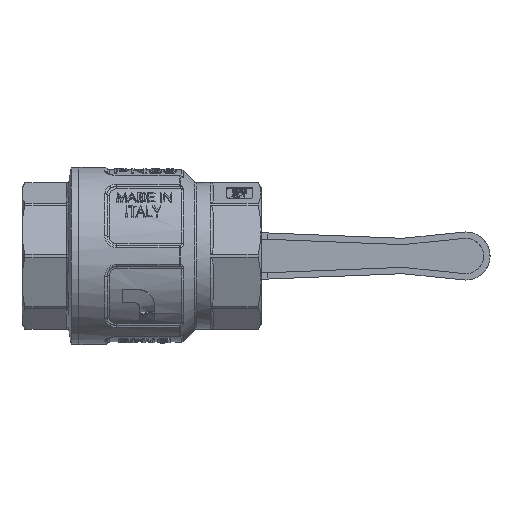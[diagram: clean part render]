
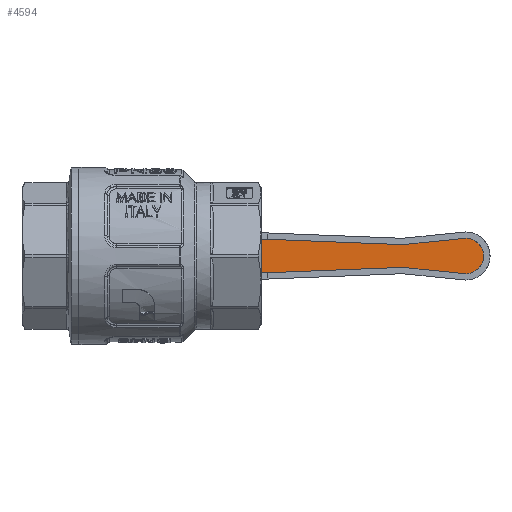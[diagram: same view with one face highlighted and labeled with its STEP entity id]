
A CAD part, front view. The second image highlights one B-rep face of the part: STEP entity #4594.
In plain terms, the highlighted planar face has unit normal (0, -1, 0).
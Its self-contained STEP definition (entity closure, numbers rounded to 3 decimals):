
#1619 = CARTESIAN_POINT ( 'NONE',  ( 134.065, 78.3, 4.271 ) ) ;
#1958 = CARTESIAN_POINT ( 'NONE',  ( 103.578, 78.3, -4.495 ) ) ;
#2386 = B_SPLINE_CURVE_WITH_KNOTS ( 'NONE', 3,
 ( #50646, #42600, #30635, #38478 ),
 .UNSPECIFIED., .F., .F.,
 ( 4, 4 ),
 ( 0., 1. ),
 .UNSPECIFIED. ) ;
#2633 = B_SPLINE_CURVE_WITH_KNOTS ( 'NONE', 3,
 ( #45859, #17366, #49598, #50127 ),
 .UNSPECIFIED., .F., .F.,
 ( 4, 4 ),
 ( 0., 1. ),
 .UNSPECIFIED. ) ;
#3221 = VERTEX_POINT ( 'NONE', #9284 ) ;
#3714 = CARTESIAN_POINT ( 'NONE',  ( 127.79, 78.3, 6.964 ) ) ;
#3809 = ORIENTED_EDGE ( 'NONE', *, *, #37049, .F. ) ;
#4594 = ADVANCED_FACE ( 'NONE', ( #42199 ), #47482, .F. ) ;
#5562 = EDGE_CURVE ( 'NONE', #32483, #51045, #27627, .T. ) ;
#5748 = CARTESIAN_POINT ( 'NONE',  ( 135.455, 78.3, 0.914 ) ) ;
#6589 = EDGE_LOOP ( 'NONE', ( #37405, #29748, #22139, #26422, #19222, #9457, #29929, #3809 ) ) ;
#7086 = CARTESIAN_POINT ( 'NONE',  ( 127.79, 78.3, -6.964 ) ) ;
#7695 = VERTEX_POINT ( 'NONE', #42985 ) ;
#9157 = CARTESIAN_POINT ( 'NONE',  ( 134.576, 78.3, 3.507 ) ) ;
#9284 = CARTESIAN_POINT ( 'NONE',  ( 41.571, 78.3, 6.936 ) ) ;
#9457 = ORIENTED_EDGE ( 'NONE', *, *, #49958, .F. ) ;
#9706 = CARTESIAN_POINT ( 'NONE',  ( 130.317, 78.3, -6.776 ) ) ;
#9885 = CARTESIAN_POINT ( 'NONE',  ( 132.771, 78.3, 5.565 ) ) ;
#10181 = CARTESIAN_POINT ( 'NONE',  ( 103.578, 78.3, -4.495 ) ) ;
#10586 = CARTESIAN_POINT ( 'NONE',  ( 128.5, 78.3, -7. ) ) ;
#11453 = CARTESIAN_POINT ( 'NONE',  ( 127.79, 78.3, 6.964 ) ) ;
#12021 = EDGE_CURVE ( 'NONE', #7695, #19675, #51479, .T. ) ;
#13643 = CARTESIAN_POINT ( 'NONE',  ( 130.754, 78.3, 6.643 ) ) ;
#13841 = CARTESIAN_POINT ( 'NONE',  ( 134.576, 78.3, -3.507 ) ) ;
#14007 = CARTESIAN_POINT ( 'NONE',  ( 129.415, 78.3, 6.955 ) ) ;
#14257 = EDGE_CURVE ( 'NONE', #51045, #7695, #44350, .T. ) ;
#14433 = CARTESIAN_POINT ( 'NONE',  ( 127.79, 78.3, 6.964 ) ) ;
#15391 = CARTESIAN_POINT ( 'NONE',  ( 128.5, 78.3, 7. ) ) ;
#15625 = VERTEX_POINT ( 'NONE', #17966 ) ;
#16621 = CARTESIAN_POINT ( 'NONE',  ( 128.026, 78.3, 6.988 ) ) ;
#17264 = CARTESIAN_POINT ( 'NONE',  ( 133.775, 78.3, -4.624 ) ) ;
#17366 = CARTESIAN_POINT ( 'NONE',  ( 82.909, 78.3, -5.309 ) ) ;
#17423 = AXIS2_PLACEMENT_3D ( 'NONE', #51432, #39637, #51977 ) ;
#17430 = CARTESIAN_POINT ( 'NONE',  ( 128.96, 78.3, -7. ) ) ;
#17966 = CARTESIAN_POINT ( 'NONE',  ( 41.571, 78.3, -6.936 ) ) ;
#17982 = CARTESIAN_POINT ( 'NONE',  ( 135.143, 78.3, -2.254 ) ) ;
#19222 = ORIENTED_EDGE ( 'NONE', *, *, #35519, .F. ) ;
#19466 = VERTEX_POINT ( 'NONE', #10181 ) ;
#19675 = VERTEX_POINT ( 'NONE', #11453 ) ;
#21394 = CARTESIAN_POINT ( 'NONE',  ( 135.455, 78.3, -0.914 ) ) ;
#21579 = CARTESIAN_POINT ( 'NONE',  ( 135.276, 78.3, -1.817 ) ) ;
#21792 = CARTESIAN_POINT ( 'NONE',  ( 103.578, 78.3, 4.495 ) ) ;
#21932 = CARTESIAN_POINT ( 'NONE',  ( 135.5, 78.3, -0.46 ) ) ;
#22139 = ORIENTED_EDGE ( 'NONE', *, *, #14257, .T. ) ;
#25541 = CARTESIAN_POINT ( 'NONE',  ( 129.414, 78.3, -6.955 ) ) ;
#25713 = CARTESIAN_POINT ( 'NONE',  ( 128.5, 78.3, 7. ) ) ;
#25891 = CARTESIAN_POINT ( 'NONE',  ( 133.775, 78.3, 4.625 ) ) ;
#26250 = CARTESIAN_POINT ( 'NONE',  ( 119.719, 78.3, -6.141 ) ) ;
#26269 = CARTESIAN_POINT ( 'NONE',  ( 135.276, 78.3, 1.817 ) ) ;
#26422 = ORIENTED_EDGE ( 'NONE', *, *, #12021, .T. ) ;
#27063 = CARTESIAN_POINT ( 'NONE',  ( 128.026, 78.3, -6.988 ) ) ;
#27605 = EDGE_CURVE ( 'NONE', #15625, #3221, #43007, .T. ) ;
#27627 = B_SPLINE_CURVE_WITH_KNOTS ( 'NONE', 3,
 ( #7086, #27063, #43679, #35432 ),
 .UNSPECIFIED., .F., .F.,
 ( 4, 4 ),
 ( 0., 1. ),
 .UNSPECIFIED. ) ;
#28216 = CARTESIAN_POINT ( 'NONE',  ( 41.571, 78.3, 6.936 ) ) ;
#29748 = ORIENTED_EDGE ( 'NONE', *, *, #5562, .T. ) ;
#29837 = CARTESIAN_POINT ( 'NONE',  ( 132.007, 78.3, 6.076 ) ) ;
#29929 = ORIENTED_EDGE ( 'NONE', *, *, #27605, .F. ) ;
#30365 = CARTESIAN_POINT ( 'NONE',  ( 133.124, 78.3, 5.275 ) ) ;
#30635 = CARTESIAN_POINT ( 'NONE',  ( 82.909, 78.3, 5.309 ) ) ;
#31549 = CARTESIAN_POINT ( 'NONE',  ( 128.263, 78.3, 7. ) ) ;
#32483 = VERTEX_POINT ( 'NONE', #49776 ) ;
#32796 = CARTESIAN_POINT ( 'NONE',  ( 119.719, 78.3, 6.141 ) ) ;
#33751 = CARTESIAN_POINT ( 'NONE',  ( 128.5, 78.3, -7. ) ) ;
#34281 = CARTESIAN_POINT ( 'NONE',  ( 131.604, 78.3, -6.291 ) ) ;
#35432 = CARTESIAN_POINT ( 'NONE',  ( 128.5, 78.3, -7. ) ) ;
#35519 = EDGE_CURVE ( 'NONE', #44617, #19675, #47601, .T. ) ;
#36237 = CARTESIAN_POINT ( 'NONE',  ( 41.571, 78.3, -6.936 ) ) ;
#36910 = CARTESIAN_POINT ( 'NONE',  ( 41.571, 78.3, 2.312 ) ) ;
#37049 = EDGE_CURVE ( 'NONE', #19466, #15625, #2633, .T. ) ;
#37405 = ORIENTED_EDGE ( 'NONE', *, *, #46852, .F. ) ;
#37849 = CARTESIAN_POINT ( 'NONE',  ( 131.604, 78.3, 6.291 ) ) ;
#38241 = CARTESIAN_POINT ( 'NONE',  ( 111.649, 78.3, 5.318 ) ) ;
#38383 = CARTESIAN_POINT ( 'NONE',  ( 132.007, 78.3, -6.076 ) ) ;
#38478 = CARTESIAN_POINT ( 'NONE',  ( 103.578, 78.3, 4.495 ) ) ;
#39637 = DIRECTION ( 'NONE',  ( 0., 1., 0. ) ) ;
#41977 = CARTESIAN_POINT ( 'NONE',  ( 132.771, 78.3, -5.565 ) ) ;
#42156 = CARTESIAN_POINT ( 'NONE',  ( 130.754, 78.3, -6.643 ) ) ;
#42199 = FACE_OUTER_BOUND ( 'NONE', #6589, .T. ) ;
#42507 = CARTESIAN_POINT ( 'NONE',  ( 134.065, 78.3, -4.271 ) ) ;
#42600 = CARTESIAN_POINT ( 'NONE',  ( 62.24, 78.3, 6.122 ) ) ;
#42985 = CARTESIAN_POINT ( 'NONE',  ( 128.5, 78.3, 7. ) ) ;
#43007 = B_SPLINE_CURVE_WITH_KNOTS ( 'NONE', 3,
 ( #36237, #49238, #36910, #28216 ),
 .UNSPECIFIED., .F., .F.,
 ( 4, 4 ),
 ( 0., 1. ),
 .UNSPECIFIED. ) ;
#43018 = CARTESIAN_POINT ( 'NONE',  ( 111.649, 78.3, -5.318 ) ) ;
#43679 = CARTESIAN_POINT ( 'NONE',  ( 128.263, 78.3, -7. ) ) ;
#43760 = B_SPLINE_CURVE_WITH_KNOTS ( 'NONE', 3,
 ( #47298, #26250, #43018, #1958 ),
 .UNSPECIFIED., .F., .F.,
 ( 4, 4 ),
 ( 0., 1. ),
 .UNSPECIFIED. ) ;
#44350 = B_SPLINE_CURVE_WITH_KNOTS ( 'NONE', 3,
 ( #33751, #17430, #25541, #9706, #42156, #34281, #38383, #41977, #45916, #17264, #42507, #13841, #46450, #17982, #21579, #21394, #21932, #50727, #5748, #26269, #46627, #50558, #9157, #1619, #25891, #30365, #9885, #29837, #37849, #13643, #50195, #14007, #50022, #25713 ),
 .UNSPECIFIED., .F., .F.,
 ( 4, 2, 2, 2, 2, 2, 2, 2, 2, 2, 2, 2, 2, 2, 2, 2, 4 ),
 ( 0., 0.063, 0.125, 0.188, 0.25, 0.313, 0.375, 0.438, 0.5, 0.563, 0.625, 0.688, 0.75, 0.813, 0.875, 0.938, 1. ),
 .UNSPECIFIED. ) ;
#44617 = VERTEX_POINT ( 'NONE', #48064 ) ;
#45859 = CARTESIAN_POINT ( 'NONE',  ( 103.578, 78.3, -4.495 ) ) ;
#45916 = CARTESIAN_POINT ( 'NONE',  ( 133.125, 78.3, -5.275 ) ) ;
#46450 = CARTESIAN_POINT ( 'NONE',  ( 134.791, 78.3, -3.104 ) ) ;
#46627 = CARTESIAN_POINT ( 'NONE',  ( 135.143, 78.3, 2.254 ) ) ;
#46852 = EDGE_CURVE ( 'NONE', #32483, #19466, #43760, .T. ) ;
#47298 = CARTESIAN_POINT ( 'NONE',  ( 127.79, 78.3, -6.964 ) ) ;
#47482 = PLANE ( 'NONE',  #17423 ) ;
#47601 = B_SPLINE_CURVE_WITH_KNOTS ( 'NONE', 3,
 ( #21792, #38241, #32796, #14433 ),
 .UNSPECIFIED., .F., .F.,
 ( 4, 4 ),
 ( 0., 1. ),
 .UNSPECIFIED. ) ;
#48064 = CARTESIAN_POINT ( 'NONE',  ( 103.578, 78.3, 4.495 ) ) ;
#49238 = CARTESIAN_POINT ( 'NONE',  ( 41.571, 78.3, -2.312 ) ) ;
#49598 = CARTESIAN_POINT ( 'NONE',  ( 62.24, 78.3, -6.122 ) ) ;
#49776 = CARTESIAN_POINT ( 'NONE',  ( 127.79, 78.3, -6.964 ) ) ;
#49958 = EDGE_CURVE ( 'NONE', #3221, #44617, #2386, .T. ) ;
#50022 = CARTESIAN_POINT ( 'NONE',  ( 128.959, 78.3, 7. ) ) ;
#50127 = CARTESIAN_POINT ( 'NONE',  ( 41.571, 78.3, -6.936 ) ) ;
#50195 = CARTESIAN_POINT ( 'NONE',  ( 130.317, 78.3, 6.776 ) ) ;
#50558 = CARTESIAN_POINT ( 'NONE',  ( 134.791, 78.3, 3.104 ) ) ;
#50646 = CARTESIAN_POINT ( 'NONE',  ( 41.571, 78.3, 6.936 ) ) ;
#50727 = CARTESIAN_POINT ( 'NONE',  ( 135.5, 78.3, 0.46 ) ) ;
#51045 = VERTEX_POINT ( 'NONE', #10586 ) ;
#51432 = CARTESIAN_POINT ( 'NONE',  ( 128.5, 78.3, 0. ) ) ;
#51479 = B_SPLINE_CURVE_WITH_KNOTS ( 'NONE', 3,
 ( #15391, #31549, #16621, #3714 ),
 .UNSPECIFIED., .F., .F.,
 ( 4, 4 ),
 ( 0., 1. ),
 .UNSPECIFIED. ) ;
#51977 = DIRECTION ( 'NONE',  ( 1., 0., 0. ) ) ;
